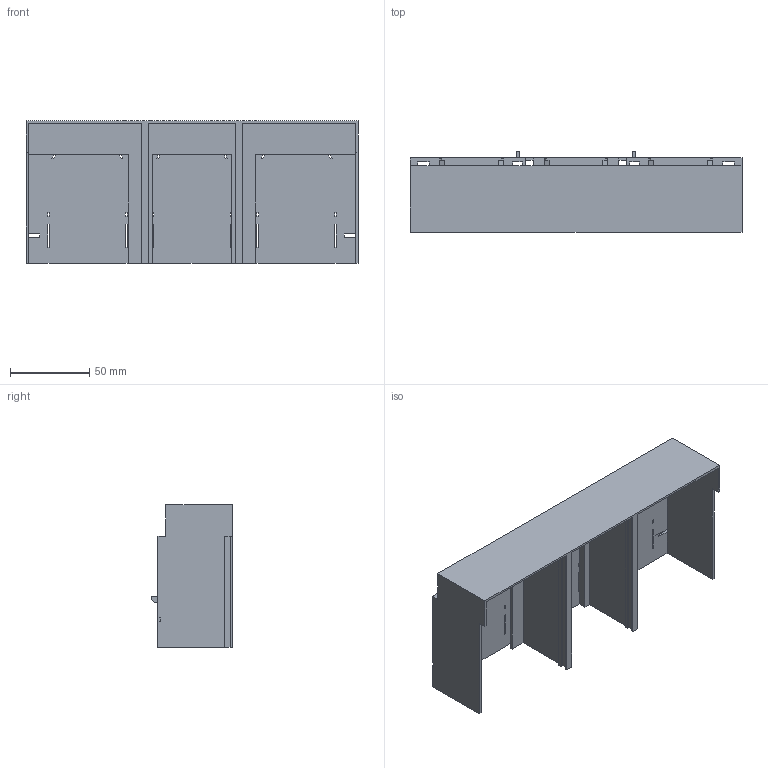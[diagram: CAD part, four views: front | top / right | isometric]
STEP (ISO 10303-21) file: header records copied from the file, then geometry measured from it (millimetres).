
FILE_DESCRIPTION(('CATIA V5 STEP'),'2;1');
FILE_NAME('T8023030_L_Anschlussraumabdeckung-AA-KETO-2-3.stp','2017-05-11T14:18:24+00:00',('none'),('Jean Müller GmbH'),'CATIA Version 5 Release 19 SP 9 (IN-10)','CATIA V5 STEP AP214','none');
FILE_SCHEMA(('AUTOMOTIVE_DESIGN { 1 0 10303 214 1 1 1 1 }'));
Length unit declared in the file: millimetre
Products named in the file (1): T8023030_L_Anschlussraumabdeckung AA-KETO-2-3
Bounding box: 209.5 x 51 x 90 mm (x, y, z)
Volume: 69450.5 mm3; surface area: 93960.1 mm2
Topology: 1 solids, 1 shells, 225 faces, 747 edges, 488 vertices
Faces by surface type: plane 195, cylinder 21, cone 9
Entity records: 7579 total; most frequent: ORIENTED_EDGE 1494, CARTESIAN_POINT 1433, DIRECTION 967, EDGE_CURVE 747, VECTOR 672, LINE 672, VERTEX_POINT 488, EDGE_LOOP 241
